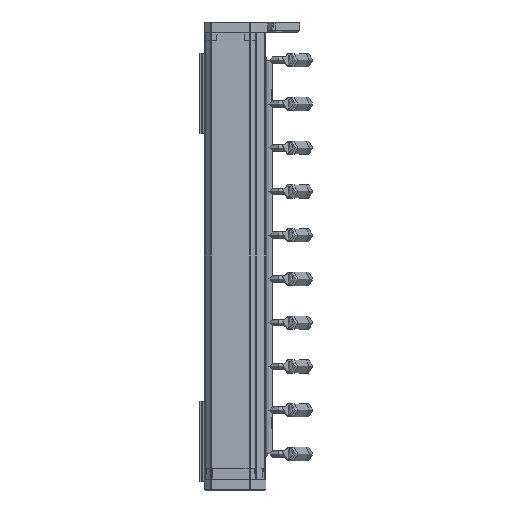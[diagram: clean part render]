
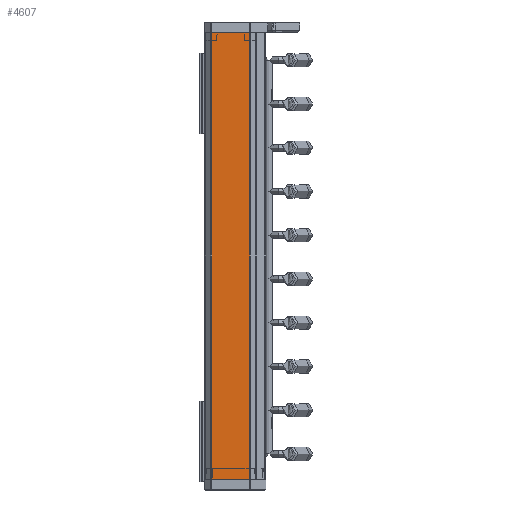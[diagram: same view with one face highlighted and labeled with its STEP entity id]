
A CAD part, left-side view. The second image highlights one B-rep face of the part: STEP entity #4607.
In plain terms, the highlighted planar face has unit normal (-1, 0, 0).
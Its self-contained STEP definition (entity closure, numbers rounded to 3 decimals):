
#600=LINE('',#28755,#1832);
#601=LINE('',#28759,#1833);
#602=LINE('',#28761,#1834);
#603=LINE('',#28763,#1835);
#1832=VECTOR('',#22805,1.);
#1833=VECTOR('',#22810,1.);
#1834=VECTOR('',#22811,1.);
#1835=VECTOR('',#22812,1.);
#3036=PLANE('',#20001);
#3582=FACE_OUTER_BOUND('',#7833,.T.);
#4607=ADVANCED_FACE('',(#3582),#3036,.F.);
#7833=EDGE_LOOP('',(#10247,#10248,#10249,#10250));
#10247=ORIENTED_EDGE('',*,*,#16716,.T.);
#10248=ORIENTED_EDGE('',*,*,#16717,.F.);
#10249=ORIENTED_EDGE('',*,*,#16718,.F.);
#10250=ORIENTED_EDGE('',*,*,#16714,.T.);
#14801=VERTEX_POINT('',#28754);
#14802=VERTEX_POINT('',#28756);
#14803=VERTEX_POINT('',#28760);
#14804=VERTEX_POINT('',#28762);
#16714=EDGE_CURVE('',#14802,#14801,#600,.T.);
#16716=EDGE_CURVE('',#14801,#14803,#601,.T.);
#16717=EDGE_CURVE('',#14804,#14803,#602,.T.);
#16718=EDGE_CURVE('',#14802,#14804,#603,.T.);
#20001=AXIS2_PLACEMENT_3D('',#28764,#22813,#22814);
#22805=DIRECTION('',(0.,0.,-1.));
#22810=DIRECTION('',(0.,-1.,0.));
#22811=DIRECTION('',(0.,0.,-1.));
#22812=DIRECTION('',(0.,-1.,0.));
#22813=DIRECTION('',(1.,0.,0.));
#22814=DIRECTION('',(0.,0.,-1.));
#28754=CARTESIAN_POINT('',(1115.56,587.494,503.5));
#28755=CARTESIAN_POINT('',(1115.56,587.494,900.));
#28756=CARTESIAN_POINT('',(1115.56,587.494,911.5));
#28759=CARTESIAN_POINT('',(1115.56,587.494,503.5));
#28760=CARTESIAN_POINT('',(1115.56,552.574,503.5));
#28761=CARTESIAN_POINT('',(1115.56,552.574,900.));
#28762=CARTESIAN_POINT('',(1115.56,552.574,911.5));
#28763=CARTESIAN_POINT('',(1115.56,587.494,911.5));
#28764=CARTESIAN_POINT('',(1115.56,587.494,900.));
